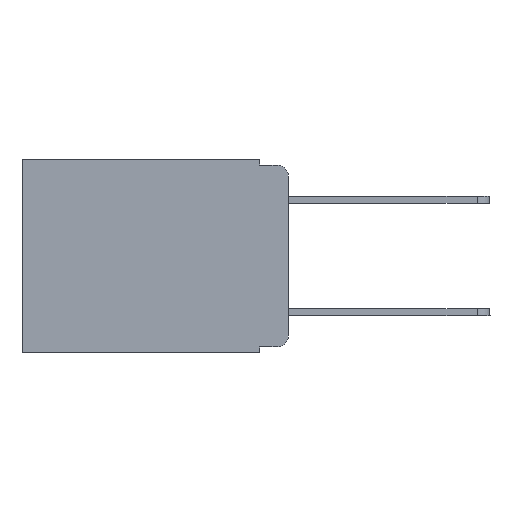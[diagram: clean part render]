
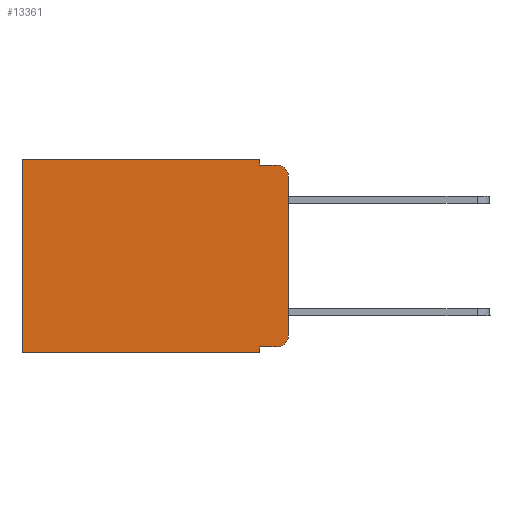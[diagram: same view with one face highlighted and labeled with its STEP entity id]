
A CAD part, left-side view. The second image highlights one B-rep face of the part: STEP entity #13361.
In plain terms, the highlighted planar face has unit normal (-1, 0, 0).
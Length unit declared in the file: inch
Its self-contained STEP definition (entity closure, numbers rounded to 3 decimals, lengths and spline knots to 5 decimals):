
#746 = ORIENTED_EDGE ( 'NONE', *, *, #4001, .F. ) ;
#909 = CARTESIAN_POINT ( 'NONE',  ( 0.298, 0.02, -0.03 ) ) ;
#1064 = VERTEX_POINT ( 'NONE', #7306 ) ;
#1452 = VECTOR ( 'NONE', #12280, 39.37008 ) ;
#1827 = PLANE ( 'NONE',  #13679 ) ;
#1838 = ORIENTED_EDGE ( 'NONE', *, *, #9757, .F. ) ;
#2241 = EDGE_CURVE ( 'NONE', #10509, #8108, #3966, .T. ) ;
#2367 = DIRECTION ( 'NONE',  ( 0., 0., -1. ) ) ;
#2665 = ORIENTED_EDGE ( 'NONE', *, *, #5122, .T. ) ;
#2805 = LINE ( 'NONE', #7896, #1452 ) ;
#2892 = CARTESIAN_POINT ( 'NONE',  ( 0.298, 0.473, 0. ) ) ;
#3007 = CARTESIAN_POINT ( 'NONE',  ( 0.298, 0.051, 0. ) ) ;
#3091 = EDGE_CURVE ( 'NONE', #11386, #10509, #2805, .T. ) ;
#3096 = AXIS2_PLACEMENT_3D ( 'NONE', #909, #10981, #2367 ) ;
#3445 = LINE ( 'NONE', #14130, #6547 ) ;
#3502 = VECTOR ( 'NONE', #13193, 39.37008 ) ;
#3543 = VERTEX_POINT ( 'NONE', #13060 ) ;
#3813 = DIRECTION ( 'NONE',  ( 0., 0., -1. ) ) ;
#3966 = CIRCLE ( 'NONE', #13408, 0.02 ) ;
#4001 = EDGE_CURVE ( 'NONE', #13517, #18082, #3445, .T. ) ;
#4549 = ORIENTED_EDGE ( 'NONE', *, *, #3091, .T. ) ;
#4550 = ORIENTED_EDGE ( 'NONE', *, *, #5991, .F. ) ;
#5122 = EDGE_CURVE ( 'NONE', #1064, #18082, #13996, .T. ) ;
#5422 = VERTEX_POINT ( 'NONE', #16370 ) ;
#5426 = LINE ( 'NONE', #8595, #15315 ) ;
#5443 = DIRECTION ( 'NONE',  ( 0., 0., -1. ) ) ;
#5640 = CARTESIAN_POINT ( 'NONE',  ( 0.298, 0.02, -0.313 ) ) ;
#5866 = EDGE_CURVE ( 'NONE', #10236, #16468, #5426, .T. ) ;
#5991 = EDGE_CURVE ( 'NONE', #3543, #5422, #15985, .T. ) ;
#6547 = VECTOR ( 'NONE', #7209, 39.37008 ) ;
#7209 = DIRECTION ( 'NONE',  ( 0., -1., 0. ) ) ;
#7306 = CARTESIAN_POINT ( 'NONE',  ( 0.298, 0., -0.03 ) ) ;
#7324 = LINE ( 'NONE', #17672, #3502 ) ;
#7425 = EDGE_CURVE ( 'NONE', #10236, #13517, #12977, .T. ) ;
#7574 = ORIENTED_EDGE ( 'NONE', *, *, #18314, .T. ) ;
#7632 = CARTESIAN_POINT ( 'NONE',  ( 0.298, 0., -0.343 ) ) ;
#7896 = CARTESIAN_POINT ( 'NONE',  ( 0.298, 0.051, -0.333 ) ) ;
#7968 = ORIENTED_EDGE ( 'NONE', *, *, #10233, .F. ) ;
#8108 = VERTEX_POINT ( 'NONE', #18616 ) ;
#8475 = ORIENTED_EDGE ( 'NONE', *, *, #5866, .T. ) ;
#8595 = CARTESIAN_POINT ( 'NONE',  ( 0.298, 0., 0. ) ) ;
#9005 = ORIENTED_EDGE ( 'NONE', *, *, #2241, .T. ) ;
#9209 = CARTESIAN_POINT ( 'NONE',  ( 0.298, 0.051, -0.01 ) ) ;
#9620 = FACE_OUTER_BOUND ( 'NONE', #17013, .T. ) ;
#9634 = CARTESIAN_POINT ( 'NONE',  ( 0.298, 0., 0. ) ) ;
#9757 = EDGE_CURVE ( 'NONE', #11386, #3543, #14498, .T. ) ;
#9871 = ORIENTED_EDGE ( 'NONE', *, *, #7425, .F. ) ;
#10087 = VECTOR ( 'NONE', #15662, 39.37008 ) ;
#10233 = EDGE_CURVE ( 'NONE', #1064, #8108, #16756, .T. ) ;
#10236 = VERTEX_POINT ( 'NONE', #13769 ) ;
#10509 = VERTEX_POINT ( 'NONE', #11955 ) ;
#10981 = DIRECTION ( 'NONE',  ( -1., 0., 0. ) ) ;
#11386 = VERTEX_POINT ( 'NONE', #14612 ) ;
#11393 = CARTESIAN_POINT ( 'NONE',  ( 0.298, 0.051, 0. ) ) ;
#11485 = VECTOR ( 'NONE', #17693, 39.37008 ) ;
#11955 = CARTESIAN_POINT ( 'NONE',  ( 0.298, 0.02, -0.333 ) ) ;
#12133 = CARTESIAN_POINT ( 'NONE',  ( 0.298, 0., 0. ) ) ;
#12280 = DIRECTION ( 'NONE',  ( 0., -1., 0. ) ) ;
#12932 = DIRECTION ( 'NONE',  ( 0., 0., -1. ) ) ;
#12977 = LINE ( 'NONE', #11393, #10087 ) ;
#13060 = CARTESIAN_POINT ( 'NONE',  ( 0.298, 0.051, -0.343 ) ) ;
#13193 = DIRECTION ( 'NONE',  ( 0., 0., -1. ) ) ;
#13361 = ADVANCED_FACE ( 'NONE', ( #9620 ), #1827, .F. ) ;
#13408 = AXIS2_PLACEMENT_3D ( 'NONE', #5640, #17155, #18598 ) ;
#13517 = VERTEX_POINT ( 'NONE', #9209 ) ;
#13679 = AXIS2_PLACEMENT_3D ( 'NONE', #12133, #14812, #5443 ) ;
#13769 = CARTESIAN_POINT ( 'NONE',  ( 0.298, 0.051, 0. ) ) ;
#13831 = VECTOR ( 'NONE', #3813, 39.37008 ) ;
#13996 = CIRCLE ( 'NONE', #3096, 0.02 ) ;
#14130 = CARTESIAN_POINT ( 'NONE',  ( 0.298, 0.051, -0.01 ) ) ;
#14498 = LINE ( 'NONE', #3007, #17436 ) ;
#14612 = CARTESIAN_POINT ( 'NONE',  ( 0.298, 0.051, -0.333 ) ) ;
#14812 = DIRECTION ( 'NONE',  ( 1., 0., 0. ) ) ;
#14924 = DIRECTION ( 'NONE',  ( 0., 1., 0. ) ) ;
#15315 = VECTOR ( 'NONE', #14924, 39.37008 ) ;
#15662 = DIRECTION ( 'NONE',  ( 0., 0., -1. ) ) ;
#15985 = LINE ( 'NONE', #7632, #11485 ) ;
#16370 = CARTESIAN_POINT ( 'NONE',  ( 0.298, 0.473, -0.343 ) ) ;
#16468 = VERTEX_POINT ( 'NONE', #2892 ) ;
#16756 = LINE ( 'NONE', #9634, #13831 ) ;
#17013 = EDGE_LOOP ( 'NONE', ( #7968, #2665, #746, #9871, #8475, #7574, #4550, #1838, #4549, #9005 ) ) ;
#17056 = CARTESIAN_POINT ( 'NONE',  ( 0.298, 0.02, -0.01 ) ) ;
#17155 = DIRECTION ( 'NONE',  ( -1., 0., 0. ) ) ;
#17436 = VECTOR ( 'NONE', #12932, 39.37008 ) ;
#17672 = CARTESIAN_POINT ( 'NONE',  ( 0.298, 0.473, 0. ) ) ;
#17693 = DIRECTION ( 'NONE',  ( 0., 1., 0. ) ) ;
#18082 = VERTEX_POINT ( 'NONE', #17056 ) ;
#18314 = EDGE_CURVE ( 'NONE', #16468, #5422, #7324, .T. ) ;
#18598 = DIRECTION ( 'NONE',  ( 0., 0., -1. ) ) ;
#18616 = CARTESIAN_POINT ( 'NONE',  ( 0.298, 0., -0.313 ) ) ;
